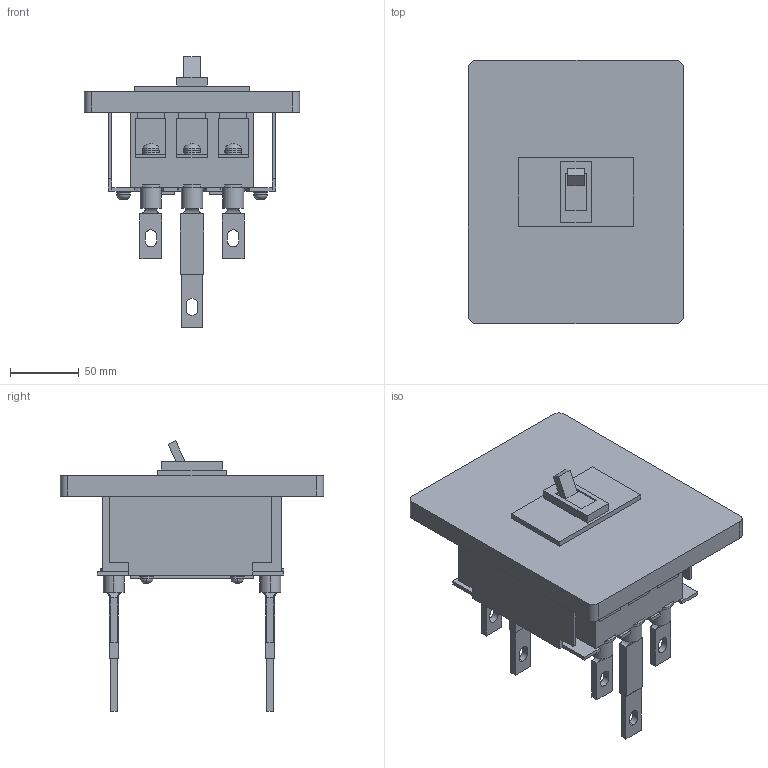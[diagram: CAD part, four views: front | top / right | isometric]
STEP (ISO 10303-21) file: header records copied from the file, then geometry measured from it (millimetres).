
FILE_DESCRIPTION (( 'STEP AP214' ), '1' );
FILE_NAME ('PS125NF3P125.STEP', '2023-03-01T01:27:35', ( 'CAD' ), ( '' ), 'SwSTEP 2.0', 'SolidWorks 2015', '' );
FILE_SCHEMA (( 'AUTOMOTIVE_DESIGN' ));
Length unit declared in the file: millimetre
Products named in the file (1): PS125NF3P125
Bounding box: 157 x 192 x 197.5 mm (x, y, z)
Volume: 1182108.2 mm3; surface area: 207454.6 mm2
Topology: 42 solids, 42 shells, 445 faces, 1008 edges, 646 vertices
Faces by surface type: plane 301, cylinder 124, torus 20
Entity records: 15641 total; most frequent: CARTESIAN_POINT 2504, DIRECTION 2076, ORIENTED_EDGE 1976, EDGE_CURVE 988, LINE 744, VECTOR 744, AXIS2_PLACEMENT_3D 666, VERTEX_POINT 646
